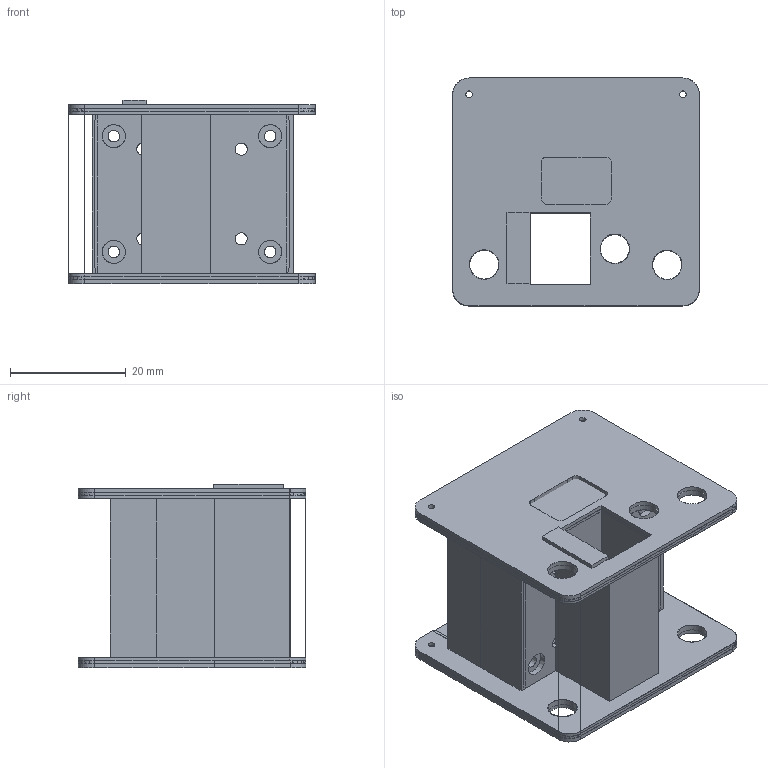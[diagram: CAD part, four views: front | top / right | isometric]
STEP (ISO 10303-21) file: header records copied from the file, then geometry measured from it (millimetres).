
FILE_DESCRIPTION(/* description */ ('CAx-IF Rec.Pracs.---Representation and Presentation of Product Manufacturing Information (PMI)---4.0---2014-10-13','CAx-IF Rec.Pracs.---3D Tessellated Geometry---0.4---2014-09-14','2;1'),/* implementation_level */ '2;1');
FILE_NAME(/* name */ 'sensor_base',/* time_stamp */ '2024-01-06T15:56:41+08:00',/* author */ (''),/* organization */ (''),/* preprocessor_version */ 'ST-DEVELOPER v18.102',/* originating_system */ 'SIEMENS PLM Software NX 2023',/* authorisation */ $);
FILE_SCHEMA (('AP242_MANAGED_MODEL_BASED_3D_ENGINEERING_MIM_LF { 1 0 10303 442 3 1 4 }'));
Length unit declared in the file: millimetre
Products named in the file (1): sensor_base
Bounding box: 42.56 x 39.33 x 31.6 mm (x, y, z)
Volume: 15929.6 mm3; surface area: 24405.6 mm2
Topology: 2 solids, 2 shells, 646 faces, 724 edges, 940 vertices
Faces by surface type: other 507, plane 72, cylinder 63, torus 4
Full cylindrical faces by diameter (mm): 1.2 x4, 1.45 x4, 2 x4, 2.1 x4, 2.8 x4, 2.82 x4, 4 x4, 5 x6, 5.3 x4
Entity records: 14132 total; most frequent: TESSELLATED_CONNECTING_EDGE 1305, DIRECTION 1245, CARTESIAN_POINT 1121, STYLED_ITEM 994, PRESENTATION_STYLE_ASSIGNMENT 994, ORIENTED_EDGE 656, SURFACE_STYLE_USAGE 646, SURFACE_SIDE_STYLE 646
